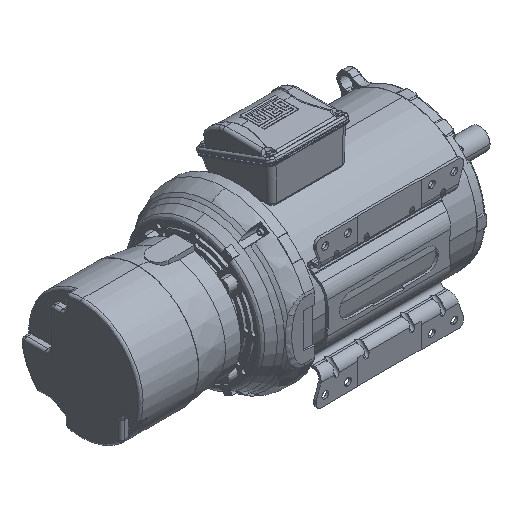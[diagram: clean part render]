
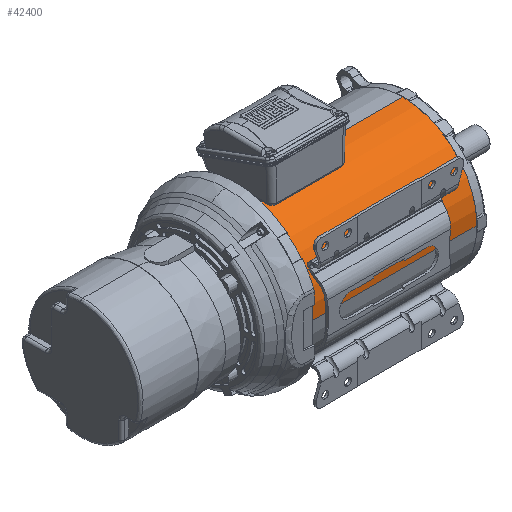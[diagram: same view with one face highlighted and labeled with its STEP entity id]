
A CAD part, isometric view. The second image highlights one B-rep face of the part: STEP entity #42400.
In plain terms, the highlighted cylindrical face has radius 146.3 mm (diameter 292.6 mm), a partial arc.
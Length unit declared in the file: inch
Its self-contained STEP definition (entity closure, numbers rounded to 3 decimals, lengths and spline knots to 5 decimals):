
#4150 = CARTESIAN_POINT ( 'NONE',  ( 6.16565, 0.02206, 5.75984 ) ) ;
#6065 = FACE_OUTER_BOUND ( 'NONE', #47918, .T. ) ;
#6325 = VECTOR ( 'NONE', #21322, 39.37008 ) ;
#6546 = VECTOR ( 'NONE', #50243, 39.37008 ) ;
#6720 = CARTESIAN_POINT ( 'NONE',  ( -6.82648, 0.02206, 0. ) ) ;
#7168 = DIRECTION ( 'NONE',  ( 0., 0., 1. ) ) ;
#9453 = VERTEX_POINT ( 'NONE', #60151 ) ;
#11489 = LINE ( 'NONE', #26960, #6325 ) ;
#13498 = CARTESIAN_POINT ( 'NONE',  ( -6.82648, 0.02206, 5.75984 ) ) ;
#13919 = VERTEX_POINT ( 'NONE', #13498 ) ;
#16568 = EDGE_CURVE ( 'NONE', #54909, #9453, #11489, .T. ) ;
#20790 = CYLINDRICAL_SURFACE ( 'NONE', #61830, 5.75984 ) ;
#21322 = DIRECTION ( 'NONE',  ( 1., 0., 0. ) ) ;
#21946 = VERTEX_POINT ( 'NONE', #4150 ) ;
#24016 = EDGE_CURVE ( 'NONE', #9453, #21946, #32621, .T. ) ;
#24830 = ORIENTED_EDGE ( 'NONE', *, *, #16568, .T. ) ;
#26960 = CARTESIAN_POINT ( 'NONE',  ( 43.96894, -5.73778, 0.00101 ) ) ;
#32621 = CIRCLE ( 'NONE', #38248, 5.75984 ) ;
#33517 = CARTESIAN_POINT ( 'NONE',  ( 6.16565, 0.02206, 0. ) ) ;
#33737 = LINE ( 'NONE', #54812, #6546 ) ;
#33818 = CARTESIAN_POINT ( 'NONE',  ( 43.96894, 0.02206, 0. ) ) ;
#37845 = EDGE_CURVE ( 'NONE', #13919, #54909, #46702, .T. ) ;
#38248 = AXIS2_PLACEMENT_3D ( 'NONE', #33517, #50356, #7168 ) ;
#38882 = AXIS2_PLACEMENT_3D ( 'NONE', #6720, #39019, #49566 ) ;
#39019 = DIRECTION ( 'NONE',  ( 1., 0., 0. ) ) ;
#39419 = CARTESIAN_POINT ( 'NONE',  ( -6.82648, -5.73778, 0.00101 ) ) ;
#40921 = ORIENTED_EDGE ( 'NONE', *, *, #54465, .F. ) ;
#42400 = ADVANCED_FACE ( 'NONE', ( #6065 ), #20790, .T. ) ;
#46702 = CIRCLE ( 'NONE', #38882, 5.75984 ) ;
#47918 = EDGE_LOOP ( 'NONE', ( #53200, #24830, #57080, #40921 ) ) ;
#49566 = DIRECTION ( 'NONE',  ( 0., 0., 1. ) ) ;
#49629 = DIRECTION ( 'NONE',  ( 0., 0., 1. ) ) ;
#50243 = DIRECTION ( 'NONE',  ( 1., 0., 0. ) ) ;
#50356 = DIRECTION ( 'NONE',  ( -1., 0., 0. ) ) ;
#53200 = ORIENTED_EDGE ( 'NONE', *, *, #37845, .T. ) ;
#54465 = EDGE_CURVE ( 'NONE', #13919, #21946, #33737, .T. ) ;
#54812 = CARTESIAN_POINT ( 'NONE',  ( 43.96894, 0.02206, 5.75984 ) ) ;
#54909 = VERTEX_POINT ( 'NONE', #39419 ) ;
#57080 = ORIENTED_EDGE ( 'NONE', *, *, #24016, .T. ) ;
#60151 = CARTESIAN_POINT ( 'NONE',  ( 6.16565, -5.73778, 0.00101 ) ) ;
#61830 = AXIS2_PLACEMENT_3D ( 'NONE', #33818, #65072, #49629 ) ;
#65072 = DIRECTION ( 'NONE',  ( -1., 0., 0. ) ) ;
